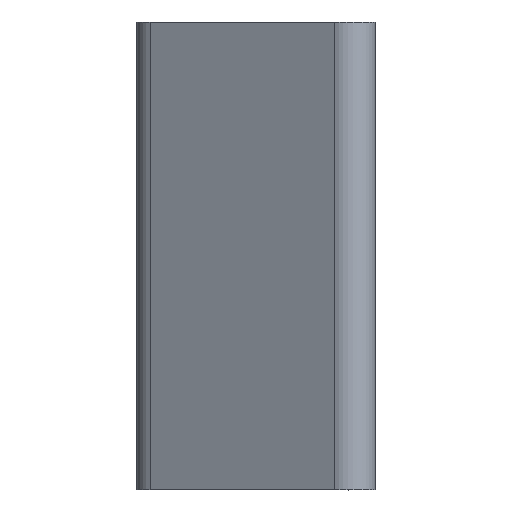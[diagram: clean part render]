
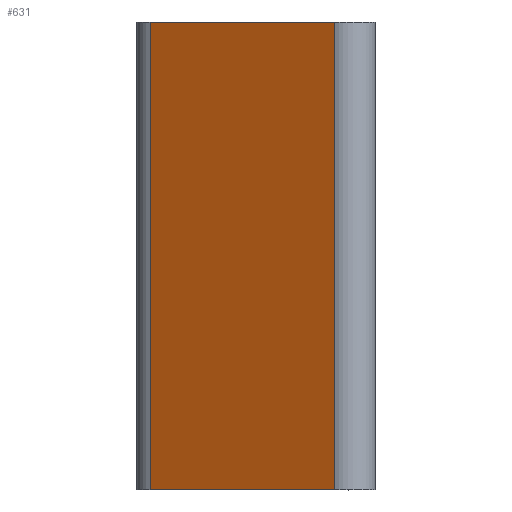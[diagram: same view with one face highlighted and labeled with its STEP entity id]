
A CAD part, top view. The second image highlights one B-rep face of the part: STEP entity #631.
In plain terms, the highlighted planar face has unit normal (-0.5, 0, 0.866).
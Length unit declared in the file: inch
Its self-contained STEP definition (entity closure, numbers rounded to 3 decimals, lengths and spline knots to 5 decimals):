
#32=PLANE('',#707);
#64=FACE_OUTER_BOUND('',#99,.T.);
#99=EDGE_LOOP('',(#534,#535,#536,#537));
#155=LINE('',#967,#221);
#160=LINE('',#986,#226);
#186=LINE('',#1057,#252);
#187=LINE('',#1060,#253);
#221=VECTOR('',#777,0.3937);
#226=VECTOR('',#794,0.3937);
#252=VECTOR('',#866,0.3937);
#253=VECTOR('',#871,0.3937);
#289=VERTEX_POINT('',#964);
#290=VERTEX_POINT('',#966);
#298=VERTEX_POINT('',#984);
#320=VERTEX_POINT('',#1056);
#355=EDGE_CURVE('',#289,#290,#155,.T.);
#365=EDGE_CURVE('',#289,#298,#160,.T.);
#400=EDGE_CURVE('',#290,#320,#186,.T.);
#402=EDGE_CURVE('',#298,#320,#187,.T.);
#534=ORIENTED_EDGE('',*,*,#365,.T.);
#535=ORIENTED_EDGE('',*,*,#402,.T.);
#536=ORIENTED_EDGE('',*,*,#400,.F.);
#537=ORIENTED_EDGE('',*,*,#355,.F.);
#631=ADVANCED_FACE('',(#64),#32,.T.);
#707=AXIS2_PLACEMENT_3D('',#1059,#869,#870);
#777=DIRECTION('',(0.866,0.,0.5));
#794=DIRECTION('',(0.,-1.,0.));
#866=DIRECTION('',(0.,-1.,0.));
#869=DIRECTION('center_axis',(-0.5,0.,0.866));
#870=DIRECTION('ref_axis',(-0.866,0.,-0.5));
#871=DIRECTION('',(0.866,0.,0.5));
#964=CARTESIAN_POINT('',(-1.47104,5.03963,0.2533));
#966=CARTESIAN_POINT('',(0.51616,5.03963,1.40061));
#967=CARTESIAN_POINT('',(-1.47104,5.03963,0.2533));
#984=CARTESIAN_POINT('',(-1.47104,0.,0.2533));
#986=CARTESIAN_POINT('',(-1.47104,0.,0.2533));
#1056=CARTESIAN_POINT('',(0.51616,0.,1.40061));
#1057=CARTESIAN_POINT('',(0.51616,5.03937,1.40061));
#1059=CARTESIAN_POINT('Origin',(0.51616,0.,1.40061));
#1060=CARTESIAN_POINT('',(0.01936,0.,1.11378));
